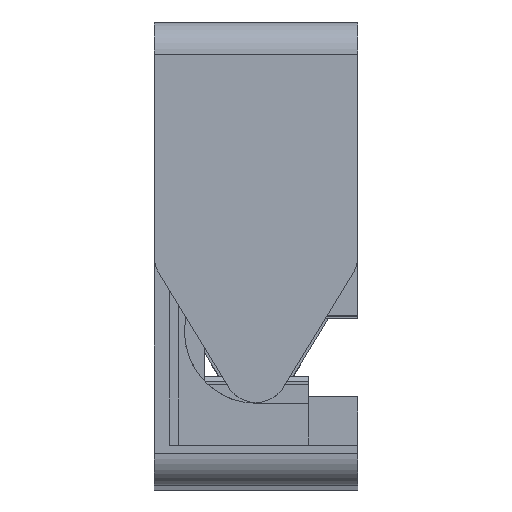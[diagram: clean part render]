
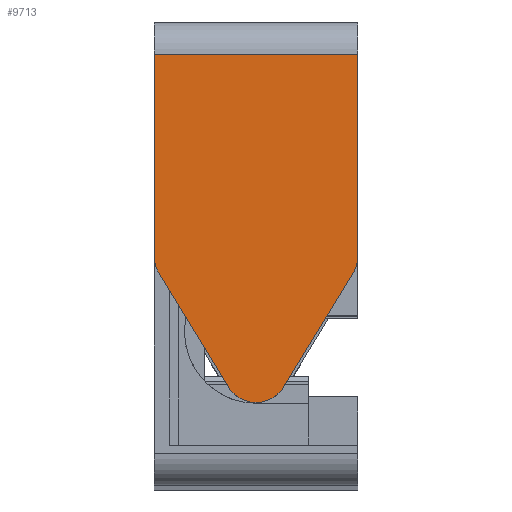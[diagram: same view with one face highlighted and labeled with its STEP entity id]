
A CAD part, top view. The second image highlights one B-rep face of the part: STEP entity #9713.
In plain terms, the highlighted planar face has unit normal (0, 0, 1).
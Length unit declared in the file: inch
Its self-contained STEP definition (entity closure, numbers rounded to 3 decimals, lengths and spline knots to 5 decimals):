
#391 = EDGE_CURVE ( 'NONE', #4607, #5721, #6007, .T. ) ;
#500 = CARTESIAN_POINT ( 'NONE',  ( 1.25, 1.225, 9.1 ) ) ;
#557 = VERTEX_POINT ( 'NONE', #7340 ) ;
#709 = CARTESIAN_POINT ( 'NONE',  ( 0.25, 1.225, 9.1 ) ) ;
#883 = CARTESIAN_POINT ( 'NONE',  ( 0., 1.425, 9.1 ) ) ;
#889 = PLANE ( 'NONE',  #10256 ) ;
#924 = DIRECTION ( 'NONE',  ( 0., 0., 1. ) ) ;
#961 = CARTESIAN_POINT ( 'NONE',  ( 0.79573, -0.81956, 9.1 ) ) ;
#1482 = CARTESIAN_POINT ( 'NONE',  ( 0.625, -1.09939, 9.1 ) ) ;
#1614 = CARTESIAN_POINT ( 'NONE',  ( 0., -0.075, 9.1 ) ) ;
#1762 = FACE_OUTER_BOUND ( 'NONE', #3371, .T. ) ;
#1807 = CARTESIAN_POINT ( 'NONE',  ( 0.25, 1.425, 9.1 ) ) ;
#1847 = ORIENTED_EDGE ( 'NONE', *, *, #3927, .T. ) ;
#2147 = DIRECTION ( 'NONE',  ( 0., 0., 1. ) ) ;
#2210 = CARTESIAN_POINT ( 'NONE',  ( 0.2, -0.0188, 9.1 ) ) ;
#2229 = VERTEX_POINT ( 'NONE', #3067 ) ;
#2486 = DIRECTION ( 'NONE',  ( 0.521, -0.854, 0. ) ) ;
#2506 = LINE ( 'NONE', #709, #8711 ) ;
#2568 = CARTESIAN_POINT ( 'NONE',  ( 0.625, -0.71539, 9.1 ) ) ;
#2930 = CARTESIAN_POINT ( 'NONE',  ( 0.45427, -0.81956, 9.1 ) ) ;
#3067 = CARTESIAN_POINT ( 'NONE',  ( 0., 1.225, 9.1 ) ) ;
#3204 = LINE ( 'NONE', #4844, #10620 ) ;
#3348 = EDGE_CURVE ( 'NONE', #5721, #10183, #8989, .T. ) ;
#3371 = EDGE_LOOP ( 'NONE', ( #7025, #1847, #9311, #10789, #9561, #10540, #5573, #10832 ) ) ;
#3543 = AXIS2_PLACEMENT_3D ( 'NONE', #2568, #924, #5078 ) ;
#3625 = EDGE_CURVE ( 'NONE', #2229, #557, #5038, .T. ) ;
#3677 = VERTEX_POINT ( 'NONE', #6908 ) ;
#3927 = EDGE_CURVE ( 'NONE', #7471, #2229, #2506, .T. ) ;
#3949 = AXIS2_PLACEMENT_3D ( 'NONE', #7038, #2147, #5319 ) ;
#4074 = DIRECTION ( 'NONE',  ( -1., 0., 0. ) ) ;
#4250 = DIRECTION ( 'NONE',  ( -1., 0., 0. ) ) ;
#4269 = EDGE_CURVE ( 'NONE', #7471, #3677, #3204, .T. ) ;
#4607 = VERTEX_POINT ( 'NONE', #2930 ) ;
#4614 = EDGE_CURVE ( 'NONE', #557, #7048, #10769, .T. ) ;
#4844 = CARTESIAN_POINT ( 'NONE',  ( 1.25, 0., 9.1 ) ) ;
#4890 = VECTOR ( 'NONE', #2486, 39.37008 ) ;
#4988 = EDGE_CURVE ( 'NONE', #10183, #3677, #8698, .T. ) ;
#5038 = LINE ( 'NONE', #883, #7299 ) ;
#5078 = DIRECTION ( 'NONE',  ( -1., 0., 0. ) ) ;
#5319 = DIRECTION ( 'NONE',  ( -1., 0., 0. ) ) ;
#5392 = DIRECTION ( 'NONE',  ( 0.521, 0.854, 0. ) ) ;
#5573 = ORIENTED_EDGE ( 'NONE', *, *, #3348, .T. ) ;
#5703 = CARTESIAN_POINT ( 'NONE',  ( 0.02927, -0.12297, 9.1 ) ) ;
#5721 = VERTEX_POINT ( 'NONE', #961 ) ;
#6007 = CIRCLE ( 'NONE', #3543, 0.2 ) ;
#6224 = DIRECTION ( 'NONE',  ( 0., 0., 1. ) ) ;
#6260 = VECTOR ( 'NONE', #5392, 39.37008 ) ;
#6665 = LINE ( 'NONE', #1614, #4890 ) ;
#6752 = DIRECTION ( 'NONE',  ( 0., 0., -1. ) ) ;
#6908 = CARTESIAN_POINT ( 'NONE',  ( 1.25, -0.0188, 9.1 ) ) ;
#7025 = ORIENTED_EDGE ( 'NONE', *, *, #4269, .F. ) ;
#7038 = CARTESIAN_POINT ( 'NONE',  ( 1.05, -0.0188, 9.1 ) ) ;
#7048 = VERTEX_POINT ( 'NONE', #5703 ) ;
#7299 = VECTOR ( 'NONE', #7568, 39.37008 ) ;
#7340 = CARTESIAN_POINT ( 'NONE',  ( 0., -0.0188, 9.1 ) ) ;
#7385 = DIRECTION ( 'NONE',  ( 0., -1., 0. ) ) ;
#7471 = VERTEX_POINT ( 'NONE', #500 ) ;
#7568 = DIRECTION ( 'NONE',  ( 0., -1., 0. ) ) ;
#7903 = EDGE_CURVE ( 'NONE', #7048, #4607, #6665, .T. ) ;
#7983 = AXIS2_PLACEMENT_3D ( 'NONE', #2210, #6224, #10536 ) ;
#8698 = CIRCLE ( 'NONE', #3949, 0.2 ) ;
#8711 = VECTOR ( 'NONE', #4074, 39.37008 ) ;
#8989 = LINE ( 'NONE', #1482, #6260 ) ;
#9311 = ORIENTED_EDGE ( 'NONE', *, *, #3625, .T. ) ;
#9561 = ORIENTED_EDGE ( 'NONE', *, *, #7903, .T. ) ;
#9713 = ADVANCED_FACE ( 'NONE', ( #1762 ), #889, .F. ) ;
#10183 = VERTEX_POINT ( 'NONE', #10613 ) ;
#10256 = AXIS2_PLACEMENT_3D ( 'NONE', #1807, #6752, #4250 ) ;
#10536 = DIRECTION ( 'NONE',  ( -1., 0., 0. ) ) ;
#10540 = ORIENTED_EDGE ( 'NONE', *, *, #391, .T. ) ;
#10613 = CARTESIAN_POINT ( 'NONE',  ( 1.22073, -0.12297, 9.1 ) ) ;
#10620 = VECTOR ( 'NONE', #7385, 39.37008 ) ;
#10769 = CIRCLE ( 'NONE', #7983, 0.2 ) ;
#10789 = ORIENTED_EDGE ( 'NONE', *, *, #4614, .T. ) ;
#10832 = ORIENTED_EDGE ( 'NONE', *, *, #4988, .T. ) ;
